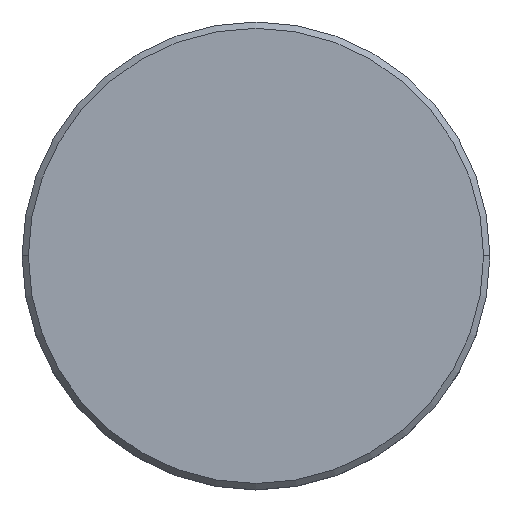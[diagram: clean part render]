
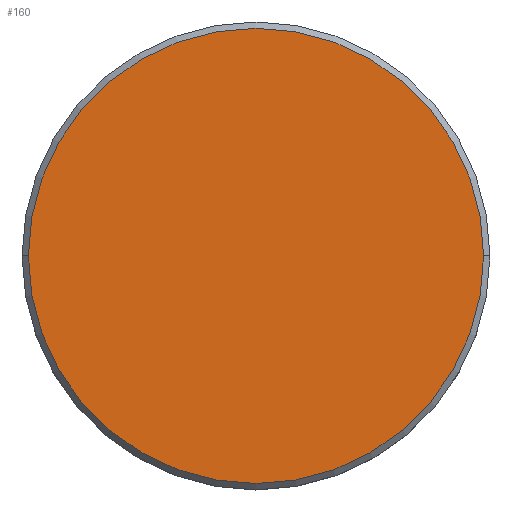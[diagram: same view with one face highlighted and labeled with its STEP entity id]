
A CAD part, top view. The second image highlights one B-rep face of the part: STEP entity #160.
In plain terms, the highlighted planar face has unit normal (0, 0, 1).
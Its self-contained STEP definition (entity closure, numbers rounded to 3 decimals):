
#2 = ORIENTED_EDGE ( 'NONE', *, *, #101, .T. ) ;
#9 = CIRCLE ( 'NONE', #108, 18. ) ;
#44 = ORIENTED_EDGE ( 'NONE', *, *, #89, .T. ) ;
#50 = CARTESIAN_POINT ( 'NONE',  ( 18., 0., 0. ) ) ;
#68 = DIRECTION ( 'NONE',  ( 1., 0., 0. ) ) ;
#74 = FACE_OUTER_BOUND ( 'NONE', #205, .T. ) ;
#79 = DIRECTION ( 'NONE',  ( 0., 0., 1. ) ) ;
#80 = CIRCLE ( 'NONE', #409, 18. ) ;
#89 = EDGE_CURVE ( 'NONE', #369, #275, #80, .T. ) ;
#101 = EDGE_CURVE ( 'NONE', #275, #369, #9, .T. ) ;
#102 = DIRECTION ( 'NONE',  ( 0., 0., 1. ) ) ;
#108 = AXIS2_PLACEMENT_3D ( 'NONE', #250, #287, #257 ) ;
#160 = ADVANCED_FACE ( 'NONE', ( #74 ), #328, .T. ) ;
#205 = EDGE_LOOP ( 'NONE', ( #44, #2 ) ) ;
#250 = CARTESIAN_POINT ( 'NONE',  ( 0., 0., 0. ) ) ;
#257 = DIRECTION ( 'NONE',  ( 1., 0., 0. ) ) ;
#275 = VERTEX_POINT ( 'NONE', #50 ) ;
#277 = AXIS2_PLACEMENT_3D ( 'NONE', #296, #79, #333 ) ;
#287 = DIRECTION ( 'NONE',  ( 0., 0., 1. ) ) ;
#296 = CARTESIAN_POINT ( 'NONE',  ( 0., 0., 0. ) ) ;
#316 = CARTESIAN_POINT ( 'NONE',  ( 0., 0., 0. ) ) ;
#328 = PLANE ( 'NONE',  #277 ) ;
#333 = DIRECTION ( 'NONE',  ( 1., 0., 0. ) ) ;
#369 = VERTEX_POINT ( 'NONE', #404 ) ;
#404 = CARTESIAN_POINT ( 'NONE',  ( -18., 0., 0. ) ) ;
#409 = AXIS2_PLACEMENT_3D ( 'NONE', #316, #102, #68 ) ;
